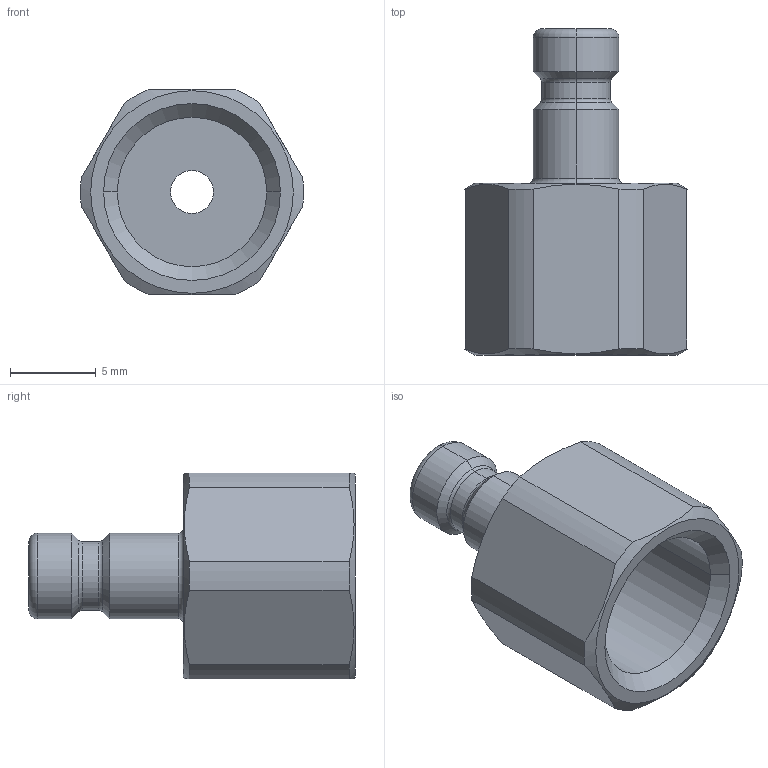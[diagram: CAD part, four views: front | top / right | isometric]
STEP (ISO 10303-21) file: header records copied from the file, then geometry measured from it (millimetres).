
FILE_DESCRIPTION (( 'STEP AP203' ), '1' );
FILE_NAME ('07201101.STEP', '2011-07-19T12:46:50', ( 'SP' ), ( 'sopra-pneumatic' ), 'SwSTEP 2.0', 'SolidWorks 2011', '' );
FILE_SCHEMA (( 'CONFIG_CONTROL_DESIGN' ));
Length unit declared in the file: millimetre
Products named in the file (1): 07201101
Bounding box: 12.99 x 19 x 12 mm (x, y, z)
Volume: 848.2 mm3; surface area: 1053 mm2
Topology: 1 solids, 1 shells, 44 faces, 102 edges, 62 vertices
Faces by surface type: cylinder 16, cone 10, plane 10, torus 8
Entity records: 1393 total; most frequent: CARTESIAN_POINT 297, DIRECTION 230, ORIENTED_EDGE 204, EDGE_CURVE 102, AXIS2_PLACEMENT_3D 99, VERTEX_POINT 62, CIRCLE 54, EDGE_LOOP 48
